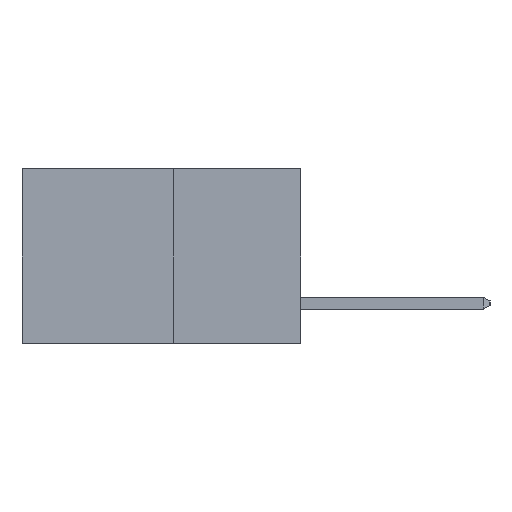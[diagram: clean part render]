
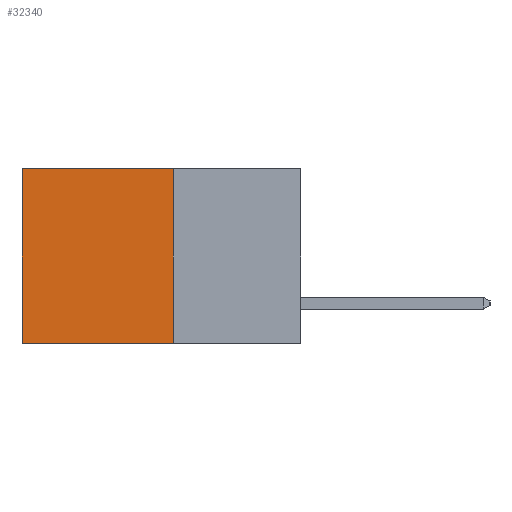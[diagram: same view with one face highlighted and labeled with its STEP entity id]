
A CAD part, left-side view. The second image highlights one B-rep face of the part: STEP entity #32340.
In plain terms, the highlighted planar face has unit normal (-1, 0, 0).
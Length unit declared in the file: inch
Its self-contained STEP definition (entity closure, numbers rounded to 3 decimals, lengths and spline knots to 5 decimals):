
#816 = DIRECTION ( 'NONE',  ( 0., 0., -1. ) ) ;
#3291 = DIRECTION ( 'NONE',  ( 0., 0., -1. ) ) ;
#4366 = EDGE_CURVE ( 'NONE', #22403, #32709, #32820, .T. ) ;
#5581 = VERTEX_POINT ( 'NONE', #8599 ) ;
#6256 = LINE ( 'NONE', #24573, #12224 ) ;
#6874 = CARTESIAN_POINT ( 'NONE',  ( 0.277, 0.59, 0. ) ) ;
#8599 = CARTESIAN_POINT ( 'NONE',  ( 0.277, 0.27, 0. ) ) ;
#8747 = LINE ( 'NONE', #24888, #21492 ) ;
#9698 = EDGE_CURVE ( 'NONE', #5581, #22403, #6256, .T. ) ;
#10679 = ORIENTED_EDGE ( 'NONE', *, *, #4366, .T. ) ;
#10968 = CARTESIAN_POINT ( 'NONE',  ( 0.277, 0.27, -0.37 ) ) ;
#11920 = EDGE_LOOP ( 'NONE', ( #10679, #23999, #13155, #30744 ) ) ;
#12224 = VECTOR ( 'NONE', #19443, 39.37008 ) ;
#12983 = FACE_OUTER_BOUND ( 'NONE', #11920, .T. ) ;
#13155 = ORIENTED_EDGE ( 'NONE', *, *, #30998, .F. ) ;
#13376 = CARTESIAN_POINT ( 'NONE',  ( 0.277, 0.27, -0.37 ) ) ;
#13519 = PLANE ( 'NONE',  #30489 ) ;
#14699 = VERTEX_POINT ( 'NONE', #27148 ) ;
#16097 = DIRECTION ( 'NONE',  ( 1., 0., 0. ) ) ;
#19443 = DIRECTION ( 'NONE',  ( 0., 1., 0. ) ) ;
#21492 = VECTOR ( 'NONE', #27433, 39.37008 ) ;
#22403 = VERTEX_POINT ( 'NONE', #6874 ) ;
#23192 = CARTESIAN_POINT ( 'NONE',  ( 0.277, 0.59, -0.37 ) ) ;
#23963 = VECTOR ( 'NONE', #3291, 39.37008 ) ;
#23999 = ORIENTED_EDGE ( 'NONE', *, *, #24695, .F. ) ;
#24573 = CARTESIAN_POINT ( 'NONE',  ( 0.277, 0.27, 0. ) ) ;
#24695 = EDGE_CURVE ( 'NONE', #14699, #32709, #8747, .T. ) ;
#24888 = CARTESIAN_POINT ( 'NONE',  ( 0.277, 0.27, -0.37 ) ) ;
#25340 = VECTOR ( 'NONE', #27078, 39.37008 ) ;
#27078 = DIRECTION ( 'NONE',  ( 0., 0., -1. ) ) ;
#27148 = CARTESIAN_POINT ( 'NONE',  ( 0.277, 0.27, -0.37 ) ) ;
#27187 = CARTESIAN_POINT ( 'NONE',  ( 0.277, 0.59, -0.37 ) ) ;
#27433 = DIRECTION ( 'NONE',  ( 0., 1., 0. ) ) ;
#30489 = AXIS2_PLACEMENT_3D ( 'NONE', #10968, #16097, #816 ) ;
#30684 = LINE ( 'NONE', #13376, #23963 ) ;
#30744 = ORIENTED_EDGE ( 'NONE', *, *, #9698, .T. ) ;
#30998 = EDGE_CURVE ( 'NONE', #5581, #14699, #30684, .T. ) ;
#32340 = ADVANCED_FACE ( 'NONE', ( #12983 ), #13519, .F. ) ;
#32709 = VERTEX_POINT ( 'NONE', #23192 ) ;
#32820 = LINE ( 'NONE', #27187, #25340 ) ;
